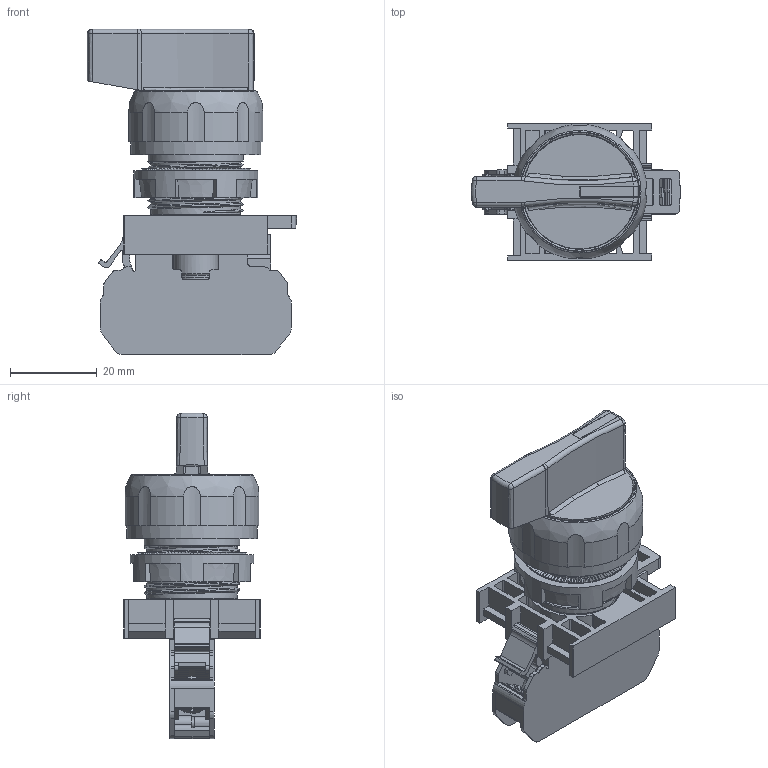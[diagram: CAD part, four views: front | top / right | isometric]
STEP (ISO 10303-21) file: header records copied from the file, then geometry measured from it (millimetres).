
FILE_DESCRIPTION(/* description */ (''),/* implementation_level */ '2;1');
FILE_NAME(/* name */ 'W22IS3-ILA-FMXXXLA (V2.0).stp',/* time_stamp */ '2020-07-30T10:25:48+06:00',/* author */ ('Owner'),/* organization */ (''),/* preprocessor_version */ 'ST-DEVELOPER v18',/* originating_system */ 'Autodesk Inventor 2020',/* authorisation */ '');
FILE_SCHEMA (('AUTOMOTIVE_DESIGN { 1 0 10303 214 3 1 1 }'));
Products named in the file (1): Part14
Bounding box: 48.13 x 31.5 x 74.8 mm (x, y, z)
Volume: 22992.8 mm3; surface area: 37168 mm2
Topology: 5 solids, 22 shells, 4145 faces, 11191 edges, 7211 vertices
Faces by surface type: plane 2717, cylinder 688, bspline 573, cone 69, torus 65, sphere 33
Full cylindrical faces by diameter (mm): 0.336 x1, 0.382 x1, 1.198 x12, 1.385 x4, 1.55 x2, 1.573 x8, 1.597 x4, 1.996 x8, 2.36 x1, 2.45 x2, 2.753 x2, 2.758 x1, 2.833 x1, 3.1 x2, 3.15 x2, 3.39 x2, 3.402 x1, 3.7 x2, 3.928 x1, 4.42 x2, 4.714 x1, 5.329 x1, 5.827 x1, 5.9 x2, 6.236 x1, 6.573 x1, 6.849 x1, 7.5 x2, 8.1 x1, 8.5 x1
Entity records: 146647 total; most frequent: CARTESIAN_POINT 40572, ORIENTED_EDGE 22380, DIRECTION 19252, EDGE_CURVE 11190, LINE 7536, VECTOR 7536, VERTEX_POINT 7211, AXIS2_PLACEMENT_3D 5858
